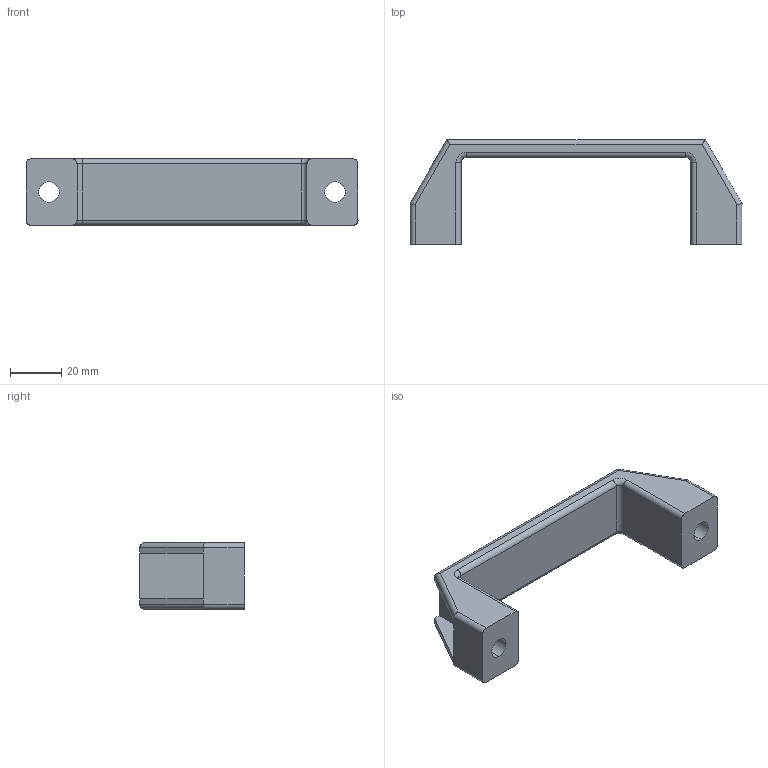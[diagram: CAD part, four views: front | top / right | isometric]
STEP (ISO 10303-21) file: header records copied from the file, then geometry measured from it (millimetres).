
FILE_DESCRIPTION (( 'STEP AP203' ), '1' );
FILE_NAME ('A65-01.STEP', '2018-04-03T11:37:28', ( 'User2' ), ( '' ), 'SwSTEP 2.0', 'SolidWorks 2007', '' );
FILE_SCHEMA (( 'CONFIG_CONTROL_DESIGN' ));
Length unit declared in the file: millimetre
Products named in the file (1): A65-01
Bounding box: 130 x 41 x 26 mm (x, y, z)
Volume: 37158.4 mm3; surface area: 15532.7 mm2
Topology: 1 solids, 1 shells, 54 faces, 130 edges, 80 vertices
Faces by surface type: cylinder 26, plane 24, torus 4
Entity records: 1639 total; most frequent: CARTESIAN_POINT 289, DIRECTION 272, ORIENTED_EDGE 260, EDGE_CURVE 130, AXIS2_PLACEMENT_3D 95, LINE 82, VECTOR 82, VERTEX_POINT 80
